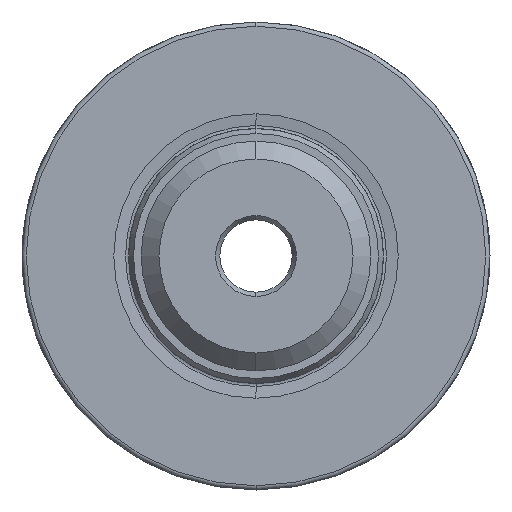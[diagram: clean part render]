
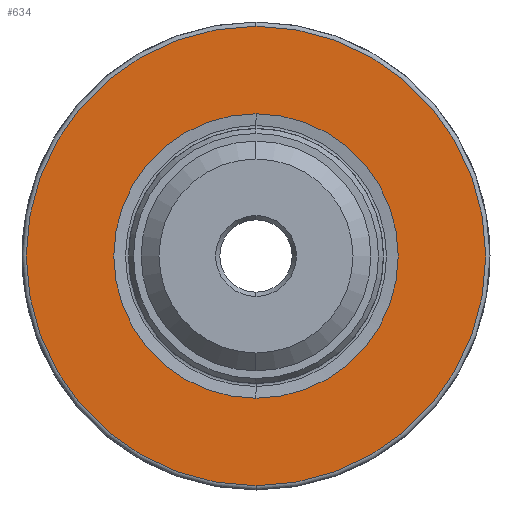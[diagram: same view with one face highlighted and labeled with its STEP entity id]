
A CAD part, left-side view. The second image highlights one B-rep face of the part: STEP entity #634.
In plain terms, the highlighted planar face has unit normal (-1, 0, 0).
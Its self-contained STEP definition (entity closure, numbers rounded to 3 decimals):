
#34 = DIRECTION ( 'NONE',  ( 0., 0., 1. ) ) ;
#163 = CARTESIAN_POINT ( 'NONE',  ( 0., 0., 0. ) ) ;
#164 = CIRCLE ( 'NONE', #702, 27. ) ;
#198 = CARTESIAN_POINT ( 'NONE',  ( 0., 0., 16.715 ) ) ;
#354 = ORIENTED_EDGE ( 'NONE', *, *, #2411, .T. ) ;
#472 = DIRECTION ( 'NONE',  ( 0., 0., -1. ) ) ;
#615 = CIRCLE ( 'NONE', #2482, 16.715 ) ;
#634 = ADVANCED_FACE ( 'NONE', ( #2292, #642 ), #2986, .T. ) ;
#642 = FACE_OUTER_BOUND ( 'NONE', #1799, .T. ) ;
#650 = CARTESIAN_POINT ( 'NONE',  ( 0., 0., -16.715 ) ) ;
#689 = CARTESIAN_POINT ( 'NONE',  ( 0., 16.715, 0. ) ) ;
#702 = AXIS2_PLACEMENT_3D ( 'NONE', #163, #2012, #472 ) ;
#729 = EDGE_CURVE ( 'NONE', #1982, #2204, #2906, .T. ) ;
#913 = CARTESIAN_POINT ( 'NONE',  ( 0., 0., 0. ) ) ;
#928 = DIRECTION ( 'NONE',  ( 0., 0., -1. ) ) ;
#956 = EDGE_CURVE ( 'NONE', #1229, #1207, #1086, .T. ) ;
#1063 = EDGE_CURVE ( 'NONE', #1207, #1229, #164, .T. ) ;
#1086 = CIRCLE ( 'NONE', #1769, 27. ) ;
#1207 = VERTEX_POINT ( 'NONE', #2644 ) ;
#1208 = DIRECTION ( 'NONE',  ( 1., 0., 0. ) ) ;
#1215 = ORIENTED_EDGE ( 'NONE', *, *, #1063, .F. ) ;
#1229 = VERTEX_POINT ( 'NONE', #2662 ) ;
#1558 = CARTESIAN_POINT ( 'NONE',  ( 0., 0., 0. ) ) ;
#1614 = AXIS2_PLACEMENT_3D ( 'NONE', #689, #2483, #34 ) ;
#1769 = AXIS2_PLACEMENT_3D ( 'NONE', #3017, #1208, #2236 ) ;
#1799 = EDGE_LOOP ( 'NONE', ( #2009, #1215 ) ) ;
#1964 = DIRECTION ( 'NONE',  ( 1., 0., 0. ) ) ;
#1982 = VERTEX_POINT ( 'NONE', #650 ) ;
#2009 = ORIENTED_EDGE ( 'NONE', *, *, #956, .F. ) ;
#2012 = DIRECTION ( 'NONE',  ( 1., 0., 0. ) ) ;
#2204 = VERTEX_POINT ( 'NONE', #198 ) ;
#2236 = DIRECTION ( 'NONE',  ( 0., 0., -1. ) ) ;
#2292 = FACE_BOUND ( 'NONE', #2996, .T. ) ;
#2380 = DIRECTION ( 'NONE',  ( 1., 0., 0. ) ) ;
#2411 = EDGE_CURVE ( 'NONE', #2204, #1982, #615, .T. ) ;
#2482 = AXIS2_PLACEMENT_3D ( 'NONE', #913, #1964, #928 ) ;
#2483 = DIRECTION ( 'NONE',  ( -1., 0., 0. ) ) ;
#2644 = CARTESIAN_POINT ( 'NONE',  ( 0., 0., 27. ) ) ;
#2662 = CARTESIAN_POINT ( 'NONE',  ( 0., 0., -27. ) ) ;
#2695 = ORIENTED_EDGE ( 'NONE', *, *, #729, .T. ) ;
#2797 = AXIS2_PLACEMENT_3D ( 'NONE', #1558, #2380, #3140 ) ;
#2906 = CIRCLE ( 'NONE', #2797, 16.715 ) ;
#2986 = PLANE ( 'NONE',  #1614 ) ;
#2996 = EDGE_LOOP ( 'NONE', ( #354, #2695 ) ) ;
#3017 = CARTESIAN_POINT ( 'NONE',  ( 0., 0., 0. ) ) ;
#3140 = DIRECTION ( 'NONE',  ( 0., 0., -1. ) ) ;
